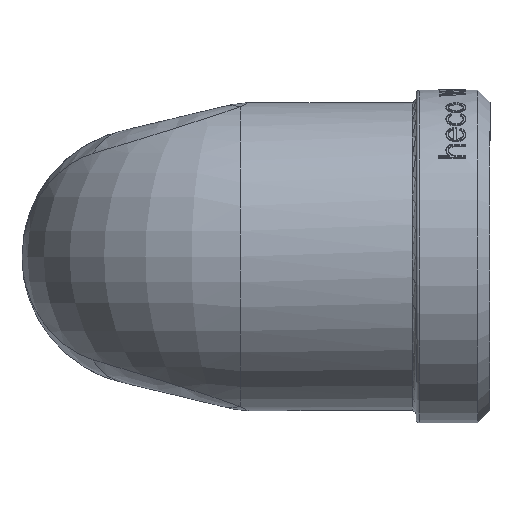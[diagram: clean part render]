
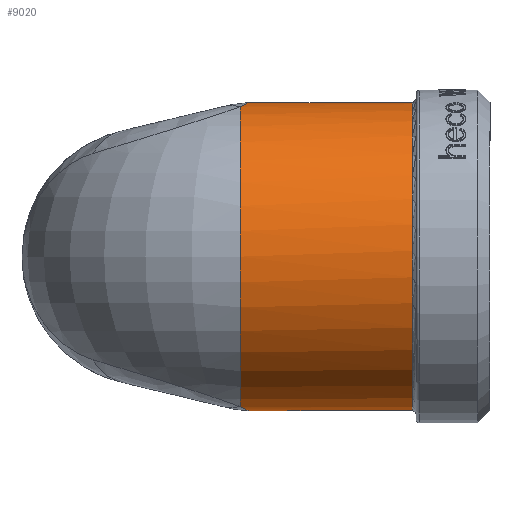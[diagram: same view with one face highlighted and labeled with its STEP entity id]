
A CAD part, left-side view. The second image highlights one B-rep face of the part: STEP entity #9020.
In plain terms, the highlighted cylindrical face has radius 12.5 mm (diameter 25 mm), a full revolution.
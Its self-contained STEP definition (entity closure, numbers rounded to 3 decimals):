
#208 = AXIS2_PLACEMENT_3D ( 'NONE', #12877, #12864, #12865 ) ;
#689 = ORIENTED_EDGE ( 'NONE', *, *, #3872, .F. ) ;
#724 = ORIENTED_EDGE ( 'NONE', *, *, #3962, .F. ) ;
#851 = ORIENTED_EDGE ( 'NONE', *, *, #4150, .F. ) ;
#867 = ORIENTED_EDGE ( 'NONE', *, *, #3868, .F. ) ;
#1766 = CARTESIAN_POINT ( 'NONE',  ( -15.257, 4.708, 2.107 ) ) ;
#1769 = CARTESIAN_POINT ( 'NONE',  ( -24.733, 1.26, -20.657 ) ) ;
#1806 = CARTESIAN_POINT ( 'NONE',  ( -24.733, 1.26, 3.693 ) ) ;
#1894 = CARTESIAN_POINT ( 'NONE',  ( -15.257, 4.708, -19.071 ) ) ;
#2713 = CARTESIAN_POINT ( 'NONE',  ( -23.361, 0.565, -20.976 ) ) ;
#2848 = CARTESIAN_POINT ( 'NONE',  ( -15.257, 4.708, -19.071 ) ) ;
#2868 = CARTESIAN_POINT ( 'NONE',  ( -20.032, 0.13, -21.176 ) ) ;
#3089 = CARTESIAN_POINT ( 'NONE',  ( -24.733, 1.26, -20.657 ) ) ;
#3146 = CARTESIAN_POINT ( 'NONE',  ( -16.848, 2.538, -20.069 ) ) ;
#3684 = EDGE_CURVE ( 'NONE', #6504, #8480, #4865, .T. ) ;
#3868 = EDGE_CURVE ( 'NONE', #8480, #6548, #4282, .T. ) ;
#3872 = EDGE_CURVE ( 'NONE', #6548, #6524, #4975, .T. ) ;
#3962 = EDGE_CURVE ( 'NONE', #6524, #6504, #6386, .T. ) ;
#4150 = EDGE_CURVE ( 'NONE', #9425, #9425, #5846, .T. ) ;
#4282 = CIRCLE ( 'NONE', #208, 12.5 ) ;
#4865 = B_SPLINE_CURVE_WITH_KNOTS ( 'NONE', 3,
 ( #2848, #3146, #2868, #2713, #3089 ),
 .UNSPECIFIED., .F., .F.,
 ( 4, 1, 4 ),
 ( 0., 0.571, 1. ),
 .UNSPECIFIED. ) ;
#4975 = B_SPLINE_CURVE_WITH_KNOTS ( 'NONE', 3,
 ( #12417, #13421, #13592, #13274, #13393 ),
 .UNSPECIFIED., .F., .F.,
 ( 4, 1, 4 ),
 ( 0., 0.571, 1. ),
 .UNSPECIFIED. ) ;
#5552 = EDGE_LOOP ( 'NONE', ( #851 ) ) ;
#5557 = EDGE_LOOP ( 'NONE', ( #689, #867, #7259, #724 ) ) ;
#5689 = CARTESIAN_POINT ( 'NONE',  ( -21.9, -12.718, -8.482 ) ) ;
#5721 = DIRECTION ( 'NONE',  ( 1., 0., 0. ) ) ;
#5722 = DIRECTION ( 'NONE',  ( 0., -1., 0. ) ) ;
#5846 = CIRCLE ( 'NONE', #16543, 12.5 ) ;
#6386 = B_SPLINE_CURVE_WITH_KNOTS ( 'NONE', 3,
 ( #7810, #8048, #7899, #7758, #7876, #7762, #7853, #7921, #8015, #7863, #7884, #8057, #7886, #7885 ),
 .UNSPECIFIED., .F., .F.,
 ( 4, 1, 1, 1, 1, 1, 1, 1, 1, 1, 1, 4 ),
 ( 0., 0.015, 0.112, 0.209, 0.338, 0.403, 0.532, 0.597, 0.791, 0.888, 0.985, 1. ),
 .UNSPECIFIED. ) ;
#6504 = VERTEX_POINT ( 'NONE', #1894 ) ;
#6524 = VERTEX_POINT ( 'NONE', #1766 ) ;
#6548 = VERTEX_POINT ( 'NONE', #1806 ) ;
#7259 = ORIENTED_EDGE ( 'NONE', *, *, #3684, .F. ) ;
#7758 = CARTESIAN_POINT ( 'NONE',  ( -13.637, 0.89, 0.974 ) ) ;
#7762 = CARTESIAN_POINT ( 'NONE',  ( -10.522, -4.29, -3.052 ) ) ;
#7810 = CARTESIAN_POINT ( 'NONE',  ( -15.257, 4.708, 2.107 ) ) ;
#7853 = CARTESIAN_POINT ( 'NONE',  ( -9.507, -5.837, -6.084 ) ) ;
#7863 = CARTESIAN_POINT ( 'NONE',  ( -11.545, -2.745, -15.797 ) ) ;
#7876 = CARTESIAN_POINT ( 'NONE',  ( -11.893, -2.145, -0.819 ) ) ;
#7884 = CARTESIAN_POINT ( 'NONE',  ( -13.636, 0.887, -17.935 ) ) ;
#7885 = CARTESIAN_POINT ( 'NONE',  ( -15.257, 4.708, -19.071 ) ) ;
#7886 = CARTESIAN_POINT ( 'NONE',  ( -15.196, 4.529, -19.034 ) ) ;
#7899 = CARTESIAN_POINT ( 'NONE',  ( -14.728, 3.166, 1.77 ) ) ;
#7921 = CARTESIAN_POINT ( 'NONE',  ( -9.275, -6.185, -8.838 ) ) ;
#8015 = CARTESIAN_POINT ( 'NONE',  ( -9.934, -5.188, -12.817 ) ) ;
#8048 = CARTESIAN_POINT ( 'NONE',  ( -15.196, 4.529, 2.069 ) ) ;
#8057 = CARTESIAN_POINT ( 'NONE',  ( -14.728, 3.166, -18.734 ) ) ;
#8480 = VERTEX_POINT ( 'NONE', #1769 ) ;
#9020 = ADVANCED_FACE ( 'NONE', ( #9195, #9194 ), #9687, .T. ) ;
#9194 = FACE_OUTER_BOUND ( 'NONE', #5552, .T. ) ;
#9195 = FACE_OUTER_BOUND ( 'NONE', #5557, .T. ) ;
#9425 = VERTEX_POINT ( 'NONE', #9985 ) ;
#9597 = CARTESIAN_POINT ( 'NONE',  ( -21.9, -5.879, -8.482 ) ) ;
#9687 = CYLINDRICAL_SURFACE ( 'NONE', #16448, 12.5 ) ;
#9985 = CARTESIAN_POINT ( 'NONE',  ( -9.4, -12.718, -8.482 ) ) ;
#10093 = DIRECTION ( 'NONE',  ( -1., 0., 0. ) ) ;
#10665 = DIRECTION ( 'NONE',  ( 0., 1., 0. ) ) ;
#12417 = CARTESIAN_POINT ( 'NONE',  ( -24.733, 1.26, 3.693 ) ) ;
#12864 = DIRECTION ( 'NONE',  ( 0., 1., 0. ) ) ;
#12865 = DIRECTION ( 'NONE',  ( -1., 0., 0. ) ) ;
#12877 = CARTESIAN_POINT ( 'NONE',  ( -21.9, 1.26, -8.482 ) ) ;
#13274 = CARTESIAN_POINT ( 'NONE',  ( -16.45, 3.08, 2.855 ) ) ;
#13393 = CARTESIAN_POINT ( 'NONE',  ( -15.257, 4.708, 2.107 ) ) ;
#13421 = CARTESIAN_POINT ( 'NONE',  ( -22.904, 0.334, 4.118 ) ) ;
#13592 = CARTESIAN_POINT ( 'NONE',  ( -19.533, 0.312, 4.129 ) ) ;
#16448 = AXIS2_PLACEMENT_3D ( 'NONE', #9597, #10665, #10093 ) ;
#16543 = AXIS2_PLACEMENT_3D ( 'NONE', #5689, #5722, #5721 ) ;
